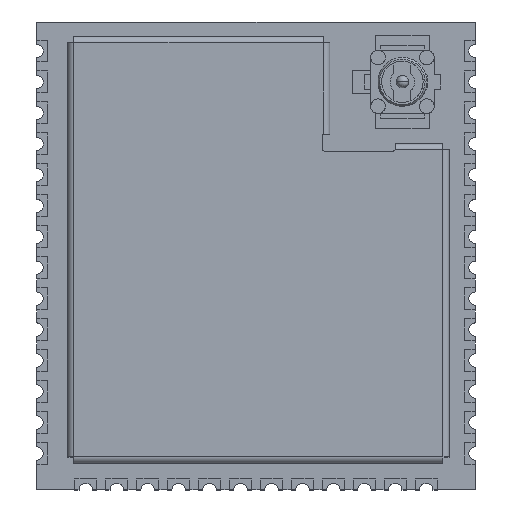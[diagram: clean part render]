
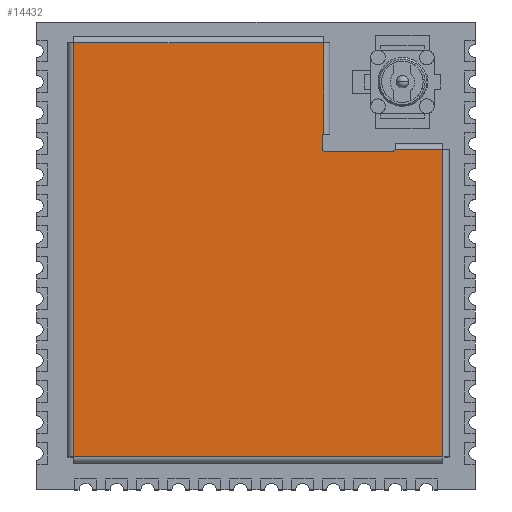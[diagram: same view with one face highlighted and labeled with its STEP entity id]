
A CAD part, top view. The second image highlights one B-rep face of the part: STEP entity #14432.
In plain terms, the highlighted planar face has unit normal (0, 0, 1).
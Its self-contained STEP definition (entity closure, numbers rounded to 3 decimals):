
#459 = ORIENTED_EDGE ( 'NONE', *, *, #56102, .T. ) ;
#1419 = LINE ( 'NONE', #72466, #44278 ) ;
#2395 = ORIENTED_EDGE ( 'NONE', *, *, #5531, .T. ) ;
#2721 = CARTESIAN_POINT ( 'NONE',  ( 0., 17.25, 2.4 ) ) ;
#3080 = VECTOR ( 'NONE', #12548, 1000. ) ;
#3299 = DIRECTION ( 'NONE',  ( 0., 1., 0. ) ) ;
#4605 = EDGE_CURVE ( 'NONE', #37867, #74110, #5975, .T. ) ;
#5085 = DIRECTION ( 'NONE',  ( -1., 0., 0. ) ) ;
#5305 = DIRECTION ( 'NONE',  ( -1., 0., 0. ) ) ;
#5415 = DIRECTION ( 'NONE',  ( 1., 0., 0. ) ) ;
#5531 = EDGE_CURVE ( 'NONE', #74110, #13681, #72413, .T. ) ;
#5975 = LINE ( 'NONE', #54414, #3080 ) ;
#7276 = ORIENTED_EDGE ( 'NONE', *, *, #4605, .T. ) ;
#8221 = CARTESIAN_POINT ( 'NONE',  ( 10.45, 13.4, 2.4 ) ) ;
#8928 = CARTESIAN_POINT ( 'NONE',  ( 0.25, 17.25, 2.4 ) ) ;
#9407 = AXIS2_PLACEMENT_3D ( 'NONE', #72320, #24998, #73096 ) ;
#12548 = DIRECTION ( 'NONE',  ( 0., 1., 0. ) ) ;
#12828 = AXIS2_PLACEMENT_3D ( 'NONE', #33626, #45593, #5305 ) ;
#12996 = ORIENTED_EDGE ( 'NONE', *, *, #72179, .T. ) ;
#13681 = VERTEX_POINT ( 'NONE', #75737 ) ;
#13747 = CARTESIAN_POINT ( 'NONE',  ( 10.5, 13.487, 2.4 ) ) ;
#14432 = ADVANCED_FACE ( 'NONE', ( #56133 ), #28119, .F. ) ;
#14648 = LINE ( 'NONE', #31782, #47534 ) ;
#15643 = EDGE_CURVE ( 'NONE', #39650, #65876, #14648, .T. ) ;
#19251 = DIRECTION ( 'NONE',  ( -1., 0., 0. ) ) ;
#20009 = ORIENTED_EDGE ( 'NONE', *, *, #61969, .F. ) ;
#20392 = CARTESIAN_POINT ( 'NONE',  ( 15.4, 12.85, 2.4 ) ) ;
#20661 = CARTESIAN_POINT ( 'NONE',  ( 10.45, 12.9, 2.4 ) ) ;
#20882 = AXIS2_PLACEMENT_3D ( 'NONE', #46173, #57451, #5085 ) ;
#21021 = ORIENTED_EDGE ( 'NONE', *, *, #66012, .T. ) ;
#22093 = CIRCLE ( 'NONE', #20882, 0.1 ) ;
#23960 = AXIS2_PLACEMENT_3D ( 'NONE', #37913, #73657, #67418 ) ;
#24998 = DIRECTION ( 'NONE',  ( 0., 0., -1. ) ) ;
#26435 = DIRECTION ( 'NONE',  ( -1., 0., 0. ) ) ;
#26644 = EDGE_CURVE ( 'NONE', #26929, #72723, #55851, .T. ) ;
#26929 = VERTEX_POINT ( 'NONE', #64356 ) ;
#28119 = PLANE ( 'NONE',  #23960 ) ;
#28208 = EDGE_CURVE ( 'NONE', #41626, #37867, #33495, .T. ) ;
#31782 = CARTESIAN_POINT ( 'NONE',  ( 10.45, 13.5, 2.4 ) ) ;
#32365 = VERTEX_POINT ( 'NONE', #13747 ) ;
#32443 = LINE ( 'NONE', #49481, #35602 ) ;
#33495 = LINE ( 'NONE', #59058, #47773 ) ;
#33626 = CARTESIAN_POINT ( 'NONE',  ( 10.55, 12.9, 2.4 ) ) ;
#35602 = VECTOR ( 'NONE', #3299, 1000. ) ;
#37867 = VERTEX_POINT ( 'NONE', #62659 ) ;
#37900 = CIRCLE ( 'NONE', #9407, 0.1 ) ;
#37913 = CARTESIAN_POINT ( 'NONE',  ( 0., 0., 2.4 ) ) ;
#37942 = ORIENTED_EDGE ( 'NONE', *, *, #15643, .F. ) ;
#39650 = VERTEX_POINT ( 'NONE', #8221 ) ;
#41626 = VERTEX_POINT ( 'NONE', #43189 ) ;
#43189 = CARTESIAN_POINT ( 'NONE',  ( 0.25, 0.25, 2.4 ) ) ;
#43232 = CARTESIAN_POINT ( 'NONE',  ( 0., 12.85, 2.4 ) ) ;
#43886 = ORIENTED_EDGE ( 'NONE', *, *, #26644, .T. ) ;
#44278 = VECTOR ( 'NONE', #76478, 1000. ) ;
#45233 = EDGE_LOOP ( 'NONE', ( #37942, #459, #69710, #43886, #54379, #53559, #7276, #2395, #21021, #20009, #12996 ) ) ;
#45593 = DIRECTION ( 'NONE',  ( 0., 0., -1. ) ) ;
#46173 = CARTESIAN_POINT ( 'NONE',  ( 13.35, 12.9, 2.4 ) ) ;
#47016 = VERTEX_POINT ( 'NONE', #61623 ) ;
#47534 = VECTOR ( 'NONE', #74416, 1000. ) ;
#47773 = VECTOR ( 'NONE', #48156, 1000. ) ;
#48156 = DIRECTION ( 'NONE',  ( 1., 0., 0. ) ) ;
#49481 = CARTESIAN_POINT ( 'NONE',  ( 10.5, 0., 2.4 ) ) ;
#53559 = ORIENTED_EDGE ( 'NONE', *, *, #28208, .T. ) ;
#54379 = ORIENTED_EDGE ( 'NONE', *, *, #63576, .T. ) ;
#54414 = CARTESIAN_POINT ( 'NONE',  ( 15.4, 0., 2.4 ) ) ;
#55112 = CARTESIAN_POINT ( 'NONE',  ( 10.55, 12.8, 2.4 ) ) ;
#55851 = LINE ( 'NONE', #2721, #56487 ) ;
#56102 = EDGE_CURVE ( 'NONE', #39650, #32365, #37900, .T. ) ;
#56133 = FACE_OUTER_BOUND ( 'NONE', #45233, .T. ) ;
#56487 = VECTOR ( 'NONE', #26435, 1000. ) ;
#57451 = DIRECTION ( 'NONE',  ( 0., 0., -1. ) ) ;
#57516 = EDGE_CURVE ( 'NONE', #32365, #26929, #32443, .T. ) ;
#57758 = LINE ( 'NONE', #70582, #61518 ) ;
#58858 = VERTEX_POINT ( 'NONE', #55112 ) ;
#59058 = CARTESIAN_POINT ( 'NONE',  ( 0., 0.25, 2.4 ) ) ;
#60195 = VECTOR ( 'NONE', #19251, 1000. ) ;
#61518 = VECTOR ( 'NONE', #5415, 1000. ) ;
#61623 = CARTESIAN_POINT ( 'NONE',  ( 13.35, 12.8, 2.4 ) ) ;
#61969 = EDGE_CURVE ( 'NONE', #58858, #47016, #57758, .T. ) ;
#62365 = CIRCLE ( 'NONE', #12828, 0.1 ) ;
#62659 = CARTESIAN_POINT ( 'NONE',  ( 15.4, 0.25, 2.4 ) ) ;
#63576 = EDGE_CURVE ( 'NONE', #72723, #41626, #1419, .T. ) ;
#64356 = CARTESIAN_POINT ( 'NONE',  ( 10.5, 17.25, 2.4 ) ) ;
#65876 = VERTEX_POINT ( 'NONE', #20661 ) ;
#66012 = EDGE_CURVE ( 'NONE', #13681, #47016, #22093, .T. ) ;
#67418 = DIRECTION ( 'NONE',  ( -1., 0., 0. ) ) ;
#69710 = ORIENTED_EDGE ( 'NONE', *, *, #57516, .T. ) ;
#70582 = CARTESIAN_POINT ( 'NONE',  ( 10.45, 12.8, 2.4 ) ) ;
#72179 = EDGE_CURVE ( 'NONE', #58858, #65876, #62365, .T. ) ;
#72320 = CARTESIAN_POINT ( 'NONE',  ( 10.55, 13.4, 2.4 ) ) ;
#72413 = LINE ( 'NONE', #43232, #60195 ) ;
#72466 = CARTESIAN_POINT ( 'NONE',  ( 0.25, 0., 2.4 ) ) ;
#72723 = VERTEX_POINT ( 'NONE', #8928 ) ;
#73096 = DIRECTION ( 'NONE',  ( -1., 0., 0. ) ) ;
#73657 = DIRECTION ( 'NONE',  ( 0., 0., -1. ) ) ;
#74110 = VERTEX_POINT ( 'NONE', #20392 ) ;
#74416 = DIRECTION ( 'NONE',  ( 0., -1., 0. ) ) ;
#75737 = CARTESIAN_POINT ( 'NONE',  ( 13.437, 12.85, 2.4 ) ) ;
#76478 = DIRECTION ( 'NONE',  ( 0., -1., 0. ) ) ;
